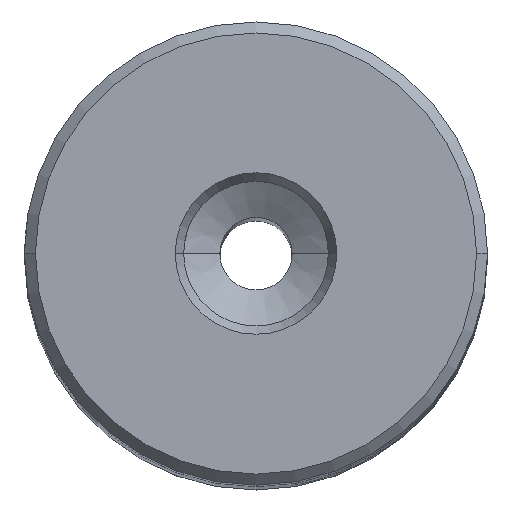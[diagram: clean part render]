
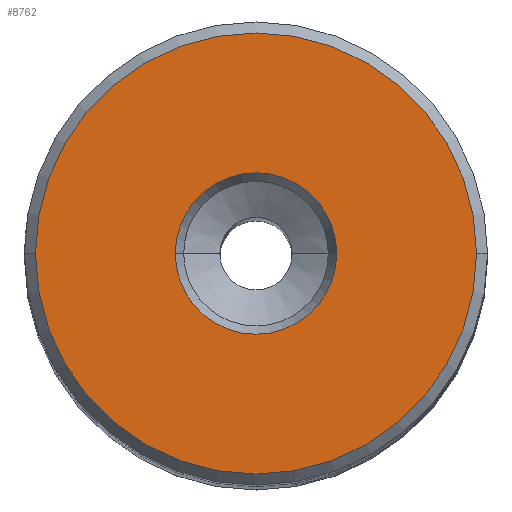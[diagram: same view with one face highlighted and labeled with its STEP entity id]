
A CAD part, top view. The second image highlights one B-rep face of the part: STEP entity #8762.
In plain terms, the highlighted planar face has unit normal (0, 0, 1).
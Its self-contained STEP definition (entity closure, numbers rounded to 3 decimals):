
#359 = EDGE_CURVE ( 'NONE', #6911, #13066, #3925, .T. ) ;
#632 = CIRCLE ( 'NONE', #20256, 15.24 ) ;
#825 = CARTESIAN_POINT ( 'NONE',  ( 0., 0., 60. ) ) ;
#1098 = CARTESIAN_POINT ( 'NONE',  ( 15.24, 0., 60. ) ) ;
#2358 = DIRECTION ( 'NONE',  ( -1., 0., 0. ) ) ;
#3541 = CARTESIAN_POINT ( 'NONE',  ( 0., 0., 60. ) ) ;
#3559 = ORIENTED_EDGE ( 'NONE', *, *, #12512, .F. ) ;
#3925 = CIRCLE ( 'NONE', #14744, 5.577 ) ;
#4107 = CARTESIAN_POINT ( 'NONE',  ( -15.24, 0., 60. ) ) ;
#4507 = EDGE_LOOP ( 'NONE', ( #20462, #3559 ) ) ;
#5085 = DIRECTION ( 'NONE',  ( -1., 0., 0. ) ) ;
#5571 = DIRECTION ( 'NONE',  ( 0., 0., 1. ) ) ;
#5812 = AXIS2_PLACEMENT_3D ( 'NONE', #15237, #5571, #16831 ) ;
#6821 = AXIS2_PLACEMENT_3D ( 'NONE', #825, #11894, #2358 ) ;
#6911 = VERTEX_POINT ( 'NONE', #14107 ) ;
#6981 = FACE_BOUND ( 'NONE', #17255, .T. ) ;
#7490 = ORIENTED_EDGE ( 'NONE', *, *, #359, .F. ) ;
#8193 = CARTESIAN_POINT ( 'NONE',  ( 0., 0., 60. ) ) ;
#8261 = DIRECTION ( 'NONE',  ( 1., 0., 0. ) ) ;
#8334 = DIRECTION ( 'NONE',  ( 0., 0., 1. ) ) ;
#8578 = PLANE ( 'NONE',  #6821 ) ;
#8762 = ADVANCED_FACE ( 'NONE', ( #6981, #19735 ), #8578, .F. ) ;
#8876 = VERTEX_POINT ( 'NONE', #4107 ) ;
#9806 = CARTESIAN_POINT ( 'NONE',  ( 0., 0., 60. ) ) ;
#9840 = DIRECTION ( 'NONE',  ( -1., 0., 0. ) ) ;
#11008 = CIRCLE ( 'NONE', #5812, 5.577 ) ;
#11115 = EDGE_CURVE ( 'NONE', #8876, #16592, #632, .T. ) ;
#11446 = EDGE_CURVE ( 'NONE', #13066, #6911, #11008, .T. ) ;
#11894 = DIRECTION ( 'NONE',  ( 0., 0., -1. ) ) ;
#12512 = EDGE_CURVE ( 'NONE', #16592, #8876, #15454, .T. ) ;
#13066 = VERTEX_POINT ( 'NONE', #15778 ) ;
#14107 = CARTESIAN_POINT ( 'NONE',  ( -5.577, 0., 60. ) ) ;
#14739 = DIRECTION ( 'NONE',  ( 0., 0., -1. ) ) ;
#14744 = AXIS2_PLACEMENT_3D ( 'NONE', #9806, #8334, #8261 ) ;
#15237 = CARTESIAN_POINT ( 'NONE',  ( 0., 0., 60. ) ) ;
#15454 = CIRCLE ( 'NONE', #20545, 15.24 ) ;
#15778 = CARTESIAN_POINT ( 'NONE',  ( 5.577, 0., 60. ) ) ;
#16592 = VERTEX_POINT ( 'NONE', #1098 ) ;
#16831 = DIRECTION ( 'NONE',  ( 1., 0., 0. ) ) ;
#17255 = EDGE_LOOP ( 'NONE', ( #17528, #7490 ) ) ;
#17528 = ORIENTED_EDGE ( 'NONE', *, *, #11446, .F. ) ;
#19361 = DIRECTION ( 'NONE',  ( 0., 0., -1. ) ) ;
#19735 = FACE_OUTER_BOUND ( 'NONE', #4507, .T. ) ;
#20256 = AXIS2_PLACEMENT_3D ( 'NONE', #8193, #19361, #9840 ) ;
#20462 = ORIENTED_EDGE ( 'NONE', *, *, #11115, .F. ) ;
#20545 = AXIS2_PLACEMENT_3D ( 'NONE', #3541, #14739, #5085 ) ;
